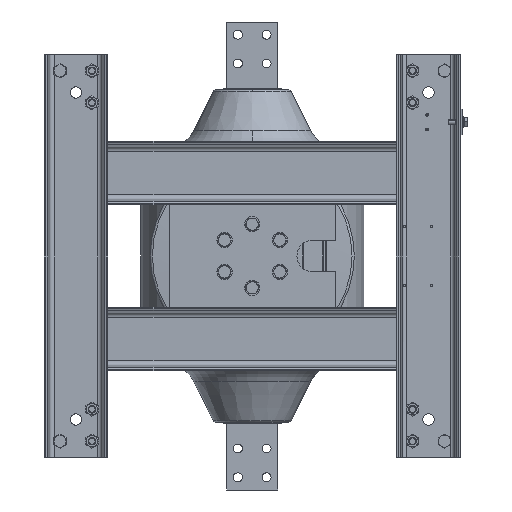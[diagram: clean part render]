
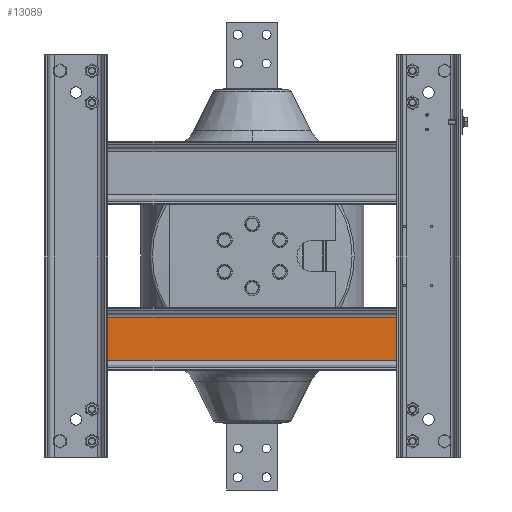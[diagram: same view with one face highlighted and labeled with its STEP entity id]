
A CAD part, front view. The second image highlights one B-rep face of the part: STEP entity #13089.
In plain terms, the highlighted planar face has unit normal (0, -1, 0).
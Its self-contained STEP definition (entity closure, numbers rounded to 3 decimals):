
#13089 = ADVANCED_FACE ( 'NONE', ( #28224 ), #29552, .F. ) ;
#23241 = EDGE_CURVE ( 'NONE', #34573, #34531, #77574, .T. ) ;
#23296 = EDGE_CURVE ( 'NONE', #34580, #34538, #77652, .T. ) ;
#23300 = EDGE_CURVE ( 'NONE', #34531, #34538, #77692, .T. ) ;
#23337 = EDGE_CURVE ( 'NONE', #34573, #34580, #77791, .T. ) ;
#28224 = FACE_OUTER_BOUND ( 'NONE', #48790, .T. ) ;
#29552 = PLANE ( 'NONE',  #79555 ) ;
#29557 = DIRECTION ( 'NONE',  ( 1., 0., 0. ) ) ;
#29566 = DIRECTION ( 'NONE',  ( 0., 1., 0. ) ) ;
#29615 = CARTESIAN_POINT ( 'NONE',  ( 226., -14.5, -96.01 ) ) ;
#34531 = VERTEX_POINT ( 'NONE', #36810 ) ;
#34538 = VERTEX_POINT ( 'NONE', #36827 ) ;
#34573 = VERTEX_POINT ( 'NONE', #36803 ) ;
#34580 = VERTEX_POINT ( 'NONE', #36909 ) ;
#36803 = CARTESIAN_POINT ( 'NONE',  ( 226., -14.5, -96.01 ) ) ;
#36810 = CARTESIAN_POINT ( 'NONE',  ( -226., -14.5, -96.01 ) ) ;
#36827 = CARTESIAN_POINT ( 'NONE',  ( -226., -14.5, -163.99 ) ) ;
#36909 = CARTESIAN_POINT ( 'NONE',  ( 226., -14.5, -163.99 ) ) ;
#48790 = EDGE_LOOP ( 'NONE', ( #49710, #49450, #49717, #49718 ) ) ;
#49450 = ORIENTED_EDGE ( 'NONE', *, *, #23296, .F. ) ;
#49710 = ORIENTED_EDGE ( 'NONE', *, *, #23300, .T. ) ;
#49717 = ORIENTED_EDGE ( 'NONE', *, *, #23337, .F. ) ;
#49718 = ORIENTED_EDGE ( 'NONE', *, *, #23241, .T. ) ;
#71612 = CARTESIAN_POINT ( 'NONE',  ( 226., -14.5, -96.01 ) ) ;
#71620 = DIRECTION ( 'NONE',  ( -1., 0., 0. ) ) ;
#71770 = CARTESIAN_POINT ( 'NONE',  ( 226., -14.5, -163.99 ) ) ;
#71862 = DIRECTION ( 'NONE',  ( -1., 0., 0. ) ) ;
#72021 = CARTESIAN_POINT ( 'NONE',  ( -226., -14.5, -96.01 ) ) ;
#72024 = DIRECTION ( 'NONE',  ( 0., 0., -1. ) ) ;
#72213 = CARTESIAN_POINT ( 'NONE',  ( 226., -14.5, -96.01 ) ) ;
#72266 = DIRECTION ( 'NONE',  ( 0., 0., -1. ) ) ;
#77555 = VECTOR ( 'NONE', #71620, 1000. ) ;
#77574 = LINE ( 'NONE', #71612, #77555 ) ;
#77652 = LINE ( 'NONE', #71770, #77656 ) ;
#77656 = VECTOR ( 'NONE', #71862, 1000. ) ;
#77686 = VECTOR ( 'NONE', #72024, 1000. ) ;
#77692 = LINE ( 'NONE', #72021, #77686 ) ;
#77735 = VECTOR ( 'NONE', #72266, 1000. ) ;
#77791 = LINE ( 'NONE', #72213, #77735 ) ;
#79555 = AXIS2_PLACEMENT_3D ( 'NONE', #29615, #29566, #29557 ) ;
